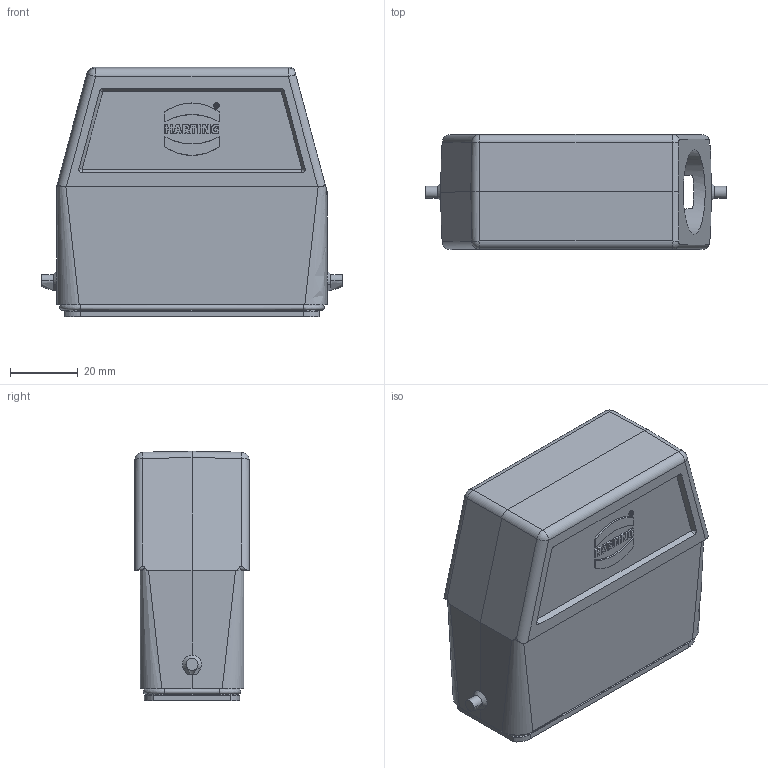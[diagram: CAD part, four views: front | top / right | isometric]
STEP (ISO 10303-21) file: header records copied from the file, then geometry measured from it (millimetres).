
FILE_DESCRIPTION(/* description */ (''),/* implementation_level */ '2;1');
FILE_NAME(/* name */ '100095353ugm000_c.stp',/* time_stamp */ '2018-09-04T09:22:07+02:00',/* author */ (''),/* organization */ (''),/* preprocessor_version */ 'ST-DEVELOPER v16.7',/* originating_system */ 'SIEMENS PLM Software NX 12.0',/* authorisation */ '');
FILE_SCHEMA (('AUTOMOTIVE_DESIGN { 1 0 10303 214 3 1 1 1 }'));
Length unit declared in the file: millimetre
Products named in the file (1): 100095353ugm000_c
Bounding box: 88.9 x 33.9 x 73.6 mm (x, y, z)
Volume: 61124.9 mm3; surface area: 33302.5 mm2
Topology: 1 solids, 1 shells, 379 faces, 1560 edges, 1759 vertices
Faces by surface type: plane 272, cylinder 43, cone 38, bspline 22, sphere 4
Full cylindrical faces by diameter (mm): 3 x4, 25 x1
Entity records: 22784 total; most frequent: CARTESIAN_POINT 7705, ORIENTED_EDGE 1990, DIRECTION 1889, EDGE_CURVE 995, PRESENTATION_STYLE_ASSIGNMENT 924, LINE 859, VECTOR 859, VERTEX_POINT 667
